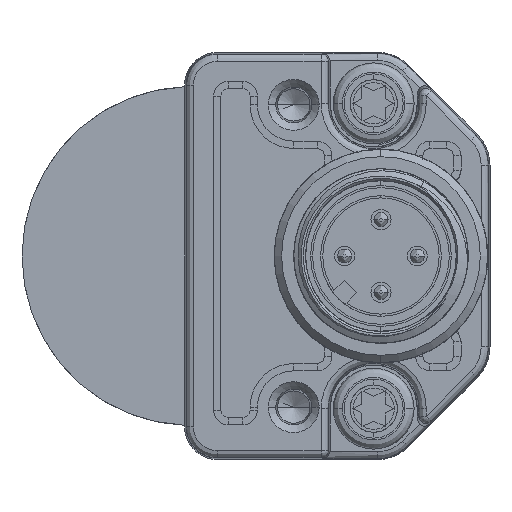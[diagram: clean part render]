
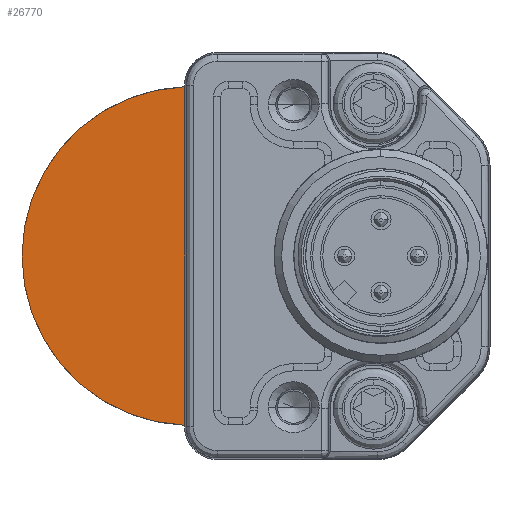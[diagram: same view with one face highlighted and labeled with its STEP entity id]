
A CAD part, left-side view. The second image highlights one B-rep face of the part: STEP entity #26770.
In plain terms, the highlighted planar face has unit normal (-1, 0, 0).
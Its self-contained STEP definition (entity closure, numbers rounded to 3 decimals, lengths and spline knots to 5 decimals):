
#994=DIRECTION('',(0.,0.,1.));
#995=VECTOR('',#994,0.91659);
#996=CARTESIAN_POINT('',(0.,0.82677,-0.4583));
#997=LINE('',#996,#995);
#998=CARTESIAN_POINT('',(0.,0.80846,0.));
#999=DIRECTION('',(-1.,0.,0.));
#1000=DIRECTION('',(0.,0.04,0.999));
#1001=AXIS2_PLACEMENT_3D('',#998,#999,#1000);
#23429=CARTESIAN_POINT('',(0.,0.82677,-0.4583));
#23430=CARTESIAN_POINT('',(0.,0.82677,0.4583));
#23431=VERTEX_POINT('',#23429);
#23432=VERTEX_POINT('',#23430);
#26760=CARTESIAN_POINT('',(0.,0.74941,0.));
#26761=DIRECTION('',(-1.,0.,0.));
#26762=DIRECTION('',(0.,0.,1.));
#26763=AXIS2_PLACEMENT_3D('',#26760,#26761,#26762);
#26764=PLANE('',#26763);
#26766=ORIENTED_EDGE('',*,*,#26765,.F.);
#26767=ORIENTED_EDGE('',*,*,#26748,.F.);
#26768=EDGE_LOOP('',(#26766,#26767));
#26769=FACE_OUTER_BOUND('',#26768,.F.);
#26770=ADVANCED_FACE('',(#26769),#26764,.T.);
#1002=CIRCLE('',#1001,0.45866);
#26748=EDGE_CURVE('',#23432,#23431,#1002,.T.);
#26765=EDGE_CURVE('',#23431,#23432,#997,.T.);
